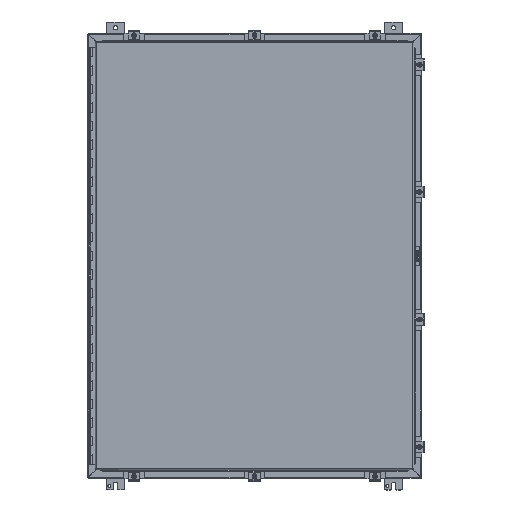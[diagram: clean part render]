
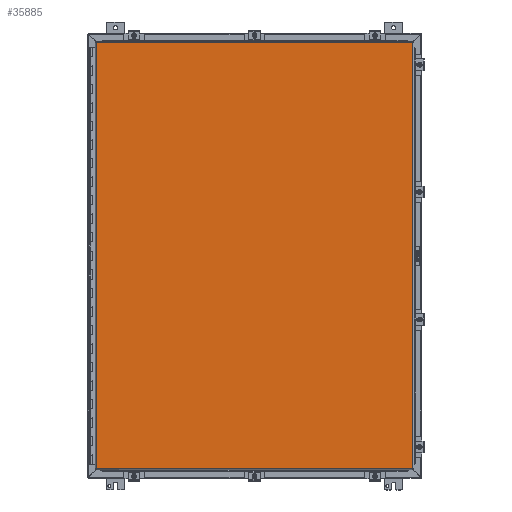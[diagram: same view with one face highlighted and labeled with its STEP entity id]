
A CAD part, top view. The second image highlights one B-rep face of the part: STEP entity #35885.
In plain terms, the highlighted face is planar.
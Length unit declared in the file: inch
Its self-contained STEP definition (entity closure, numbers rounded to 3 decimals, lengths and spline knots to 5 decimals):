
#962 = LINE ( 'NONE', #24778, #7923 ) ;
#1033 = DIRECTION ( 'NONE',  ( 1., 0., 0. ) ) ;
#1794 = DIRECTION ( 'NONE',  ( 0., -1., 0. ) ) ;
#4095 = ORIENTED_EDGE ( 'NONE', *, *, #39473, .T. ) ;
#5039 = CARTESIAN_POINT ( 'NONE',  ( 17.08225, 22.9885, 0. ) ) ;
#5273 = CARTESIAN_POINT ( 'NONE',  ( 17.08225, -22.9885, 0. ) ) ;
#5342 = CARTESIAN_POINT ( 'NONE',  ( -17.08225, 22.9885, 0. ) ) ;
#5962 = FACE_OUTER_BOUND ( 'NONE', #30776, .T. ) ;
#6561 = EDGE_CURVE ( 'NONE', #18397, #27380, #962, .T. ) ;
#7923 = VECTOR ( 'NONE', #24490, 39.37008 ) ;
#9192 = LINE ( 'NONE', #26962, #25761 ) ;
#10262 = CARTESIAN_POINT ( 'NONE',  ( 0., 0., 0. ) ) ;
#11199 = VECTOR ( 'NONE', #1033, 39.37008 ) ;
#11723 = ORIENTED_EDGE ( 'NONE', *, *, #6561, .T. ) ;
#12736 = VECTOR ( 'NONE', #1794, 39.37008 ) ;
#13591 = DIRECTION ( 'NONE',  ( 1., 0., 0. ) ) ;
#14936 = CARTESIAN_POINT ( 'NONE',  ( -17.08225, -22.9885, 0. ) ) ;
#17249 = ORIENTED_EDGE ( 'NONE', *, *, #26997, .T. ) ;
#18397 = VERTEX_POINT ( 'NONE', #14936 ) ;
#18924 = CARTESIAN_POINT ( 'NONE',  ( 17.08225, 22.9885, 0. ) ) ;
#22581 = LINE ( 'NONE', #5039, #12736 ) ;
#22711 = VERTEX_POINT ( 'NONE', #5273 ) ;
#24490 = DIRECTION ( 'NONE',  ( 0., 1., 0. ) ) ;
#24778 = CARTESIAN_POINT ( 'NONE',  ( -17.08225, -22.9885, 0. ) ) ;
#25761 = VECTOR ( 'NONE', #30429, 39.37008 ) ;
#26556 = AXIS2_PLACEMENT_3D ( 'NONE', #10262, #33660, #13591 ) ;
#26962 = CARTESIAN_POINT ( 'NONE',  ( 17.08225, -22.9885, 0. ) ) ;
#26997 = EDGE_CURVE ( 'NONE', #27380, #38408, #36918, .T. ) ;
#27062 = ORIENTED_EDGE ( 'NONE', *, *, #30803, .T. ) ;
#27380 = VERTEX_POINT ( 'NONE', #35353 ) ;
#29949 = PLANE ( 'NONE',  #26556 ) ;
#30429 = DIRECTION ( 'NONE',  ( -1., 0., 0. ) ) ;
#30776 = EDGE_LOOP ( 'NONE', ( #11723, #17249, #4095, #27062 ) ) ;
#30803 = EDGE_CURVE ( 'NONE', #22711, #18397, #9192, .T. ) ;
#33660 = DIRECTION ( 'NONE',  ( 0., 0., 1. ) ) ;
#35353 = CARTESIAN_POINT ( 'NONE',  ( -17.08225, 22.9885, 0. ) ) ;
#35885 = ADVANCED_FACE ( 'NONE', ( #5962 ), #29949, .F. ) ;
#36918 = LINE ( 'NONE', #5342, #11199 ) ;
#38408 = VERTEX_POINT ( 'NONE', #18924 ) ;
#39473 = EDGE_CURVE ( 'NONE', #38408, #22711, #22581, .T. ) ;
